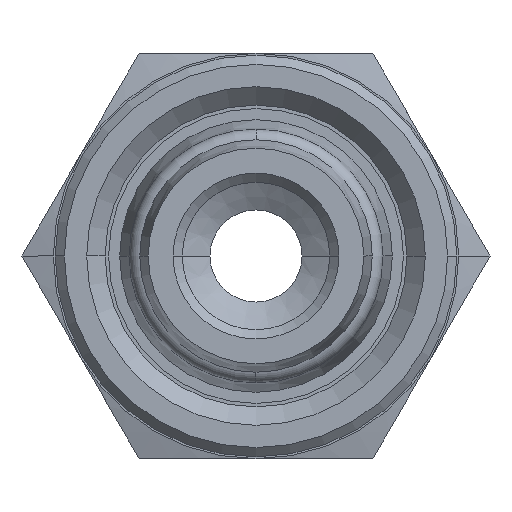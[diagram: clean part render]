
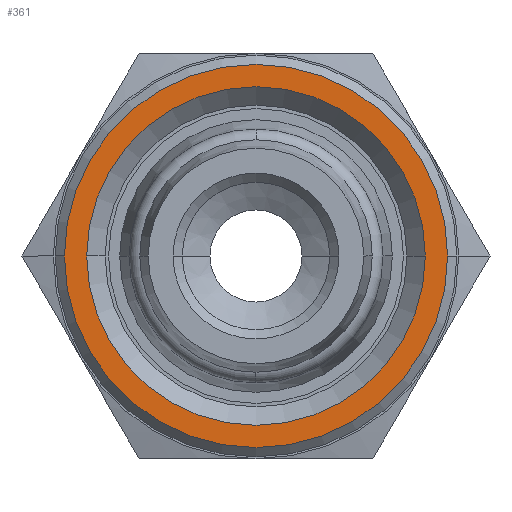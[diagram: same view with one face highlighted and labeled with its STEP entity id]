
A CAD part, left-side view. The second image highlights one B-rep face of the part: STEP entity #361.
In plain terms, the highlighted planar face has unit normal (-1, 0, 0).
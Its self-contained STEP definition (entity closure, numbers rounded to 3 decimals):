
#361 = ADVANCED_FACE( '', ( #768, #769 ), #770, .T. );
#768 = FACE_BOUND( '', #1188, .T. );
#769 = FACE_OUTER_BOUND( '', #1189, .T. );
#770 = PLANE( '', #1190 );
#1188 = EDGE_LOOP( '', ( #2648, #2649 ) );
#1189 = EDGE_LOOP( '', ( #2650, #2651 ) );
#1190 = AXIS2_PLACEMENT_3D( '', #2652, #2653, #2654 );
#2648 = ORIENTED_EDGE( '', *, *, #3025, .T. );
#2649 = ORIENTED_EDGE( '', *, *, #3178, .T. );
#2650 = ORIENTED_EDGE( '', *, *, #3013, .F. );
#2651 = ORIENTED_EDGE( '', *, *, #3183, .F. );
#2652 = CARTESIAN_POINT( '', ( -16.9, -5.2, 0. ) );
#2653 = DIRECTION( '', ( -1., 0., 0. ) );
#2654 = DIRECTION( '', ( 0., 1., 0. ) );
#3013 = EDGE_CURVE( '', #3650, #3652, #3653, .T. );
#3025 = EDGE_CURVE( '', #3671, #3673, #3675, .T. );
#3178 = EDGE_CURVE( '', #3673, #3671, #3924, .T. );
#3183 = EDGE_CURVE( '', #3652, #3650, #3929, .T. );
#3650 = VERTEX_POINT( '', #4756 );
#3652 = VERTEX_POINT( '', #4759 );
#3653 = CIRCLE( '', #4760, 10.4 );
#3671 = VERTEX_POINT( '', #4783 );
#3673 = VERTEX_POINT( '', #4786 );
#3675 = CIRCLE( '', #4789, 9.188 );
#3924 = CIRCLE( '', #5350, 9.188 );
#3929 = CIRCLE( '', #5355, 10.4 );
#4756 = CARTESIAN_POINT( '', ( -16.9, -10.4, 0. ) );
#4759 = CARTESIAN_POINT( '', ( -16.9, 10.4, 0. ) );
#4760 = AXIS2_PLACEMENT_3D( '', #5871, #5872, #5873 );
#4783 = CARTESIAN_POINT( '', ( -16.9, -9.188, 0. ) );
#4786 = CARTESIAN_POINT( '', ( -16.9, 9.188, 0. ) );
#4789 = AXIS2_PLACEMENT_3D( '', #5893, #5894, #5895 );
#5350 = AXIS2_PLACEMENT_3D( '', #6088, #6089, #6090 );
#5355 = AXIS2_PLACEMENT_3D( '', #6103, #6104, #6105 );
#5871 = CARTESIAN_POINT( '', ( -16.9, 0., 0. ) );
#5872 = DIRECTION( '', ( 1., 0., 0. ) );
#5873 = DIRECTION( '', ( 0., -1., 0. ) );
#5893 = CARTESIAN_POINT( '', ( -16.9, 0., 0. ) );
#5894 = DIRECTION( '', ( 1., 0., 0. ) );
#5895 = DIRECTION( '', ( 0., -1., 0. ) );
#6088 = CARTESIAN_POINT( '', ( -16.9, 0., 0. ) );
#6089 = DIRECTION( '', ( 1., 0., 0. ) );
#6090 = DIRECTION( '', ( 0., -1., 0. ) );
#6103 = CARTESIAN_POINT( '', ( -16.9, 0., 0. ) );
#6104 = DIRECTION( '', ( 1., 0., 0. ) );
#6105 = DIRECTION( '', ( 0., -1., 0. ) );
